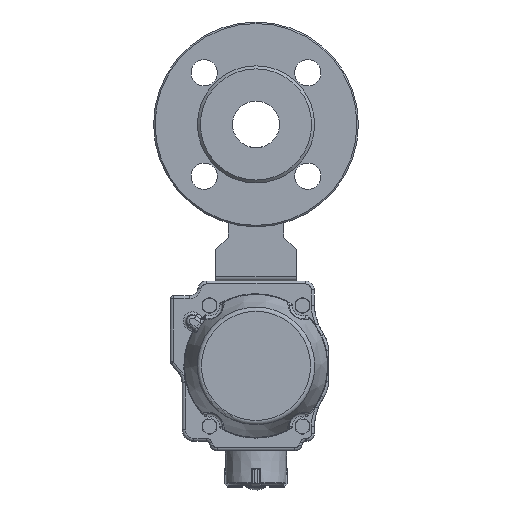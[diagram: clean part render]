
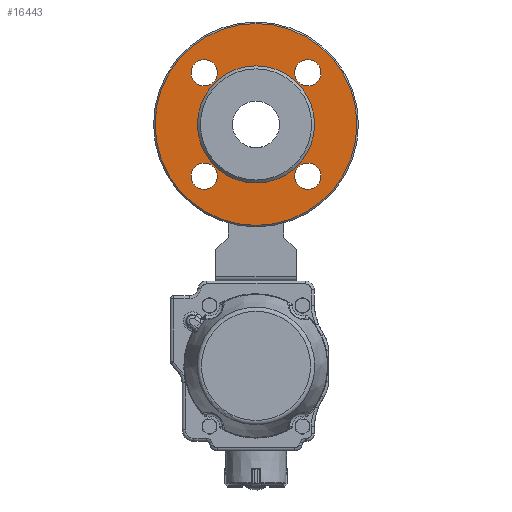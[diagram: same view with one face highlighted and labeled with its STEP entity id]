
A CAD part, front view. The second image highlights one B-rep face of the part: STEP entity #16443.
In plain terms, the highlighted planar face has unit normal (0, -1, 0).
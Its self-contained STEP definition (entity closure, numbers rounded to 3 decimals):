
#1492=CIRCLE('',#20191,69.);
#1493=CIRCLE('',#20192,9.);
#1494=CIRCLE('',#20193,9.);
#1495=CIRCLE('',#20194,9.);
#1496=CIRCLE('',#20195,9.);
#1497=CIRCLE('',#20196,40.);
#2826=ORIENTED_EDGE('',*,*,#7624,.T.);
#2827=ORIENTED_EDGE('',*,*,#7625,.F.);
#2828=ORIENTED_EDGE('',*,*,#7626,.F.);
#2829=ORIENTED_EDGE('',*,*,#7627,.F.);
#2830=ORIENTED_EDGE('',*,*,#7628,.F.);
#2831=ORIENTED_EDGE('',*,*,#7629,.T.);
#7624=EDGE_CURVE('',#10036,#10036,#1492,.T.);
#7625=EDGE_CURVE('',#10037,#10037,#1493,.T.);
#7626=EDGE_CURVE('',#10038,#10038,#1494,.T.);
#7627=EDGE_CURVE('',#10039,#10039,#1495,.T.);
#7628=EDGE_CURVE('',#10040,#10040,#1496,.T.);
#7629=EDGE_CURVE('',#10041,#10041,#1497,.T.);
#10036=VERTEX_POINT('',#27913);
#10037=VERTEX_POINT('',#27915);
#10038=VERTEX_POINT('',#27917);
#10039=VERTEX_POINT('',#27919);
#10040=VERTEX_POINT('',#27921);
#10041=VERTEX_POINT('',#27923);
#13486=EDGE_LOOP('',(#2826));
#13487=EDGE_LOOP('',(#2827));
#13488=EDGE_LOOP('',(#2828));
#13489=EDGE_LOOP('',(#2829));
#13490=EDGE_LOOP('',(#2830));
#13491=EDGE_LOOP('',(#2831));
#14809=FACE_BOUND('',#13486,.T.);
#14810=FACE_BOUND('',#13487,.T.);
#14811=FACE_BOUND('',#13488,.T.);
#14812=FACE_BOUND('',#13489,.T.);
#14813=FACE_BOUND('',#13490,.T.);
#14814=FACE_BOUND('',#13491,.T.);
#16072=PLANE('',#20190);
#16443=ADVANCED_FACE('',(#14809,#14810,#14811,#14812,#14813,#14814),#16072,
 .T.);
#20190=AXIS2_PLACEMENT_3D('',#27911,#22546,#22547);
#20191=AXIS2_PLACEMENT_3D('',#27912,#22548,#22549);
#20192=AXIS2_PLACEMENT_3D('',#27914,#22550,#22551);
#20193=AXIS2_PLACEMENT_3D('',#27916,#22552,#22553);
#20194=AXIS2_PLACEMENT_3D('',#27918,#22554,#22555);
#20195=AXIS2_PLACEMENT_3D('',#27920,#22556,#22557);
#20196=AXIS2_PLACEMENT_3D('',#27922,#22558,#22559);
#22546=DIRECTION('',(0.,-1.,0.));
#22547=DIRECTION('',(0.,0.,-1.));
#22548=DIRECTION('',(0.,-1.,0.));
#22549=DIRECTION('',(0.,0.,-1.));
#22550=DIRECTION('',(0.,-1.,0.));
#22551=DIRECTION('',(-1.,0.,0.));
#22552=DIRECTION('',(0.,-1.,0.));
#22553=DIRECTION('',(-1.,0.,0.));
#22554=DIRECTION('',(0.,-1.,0.));
#22555=DIRECTION('',(-1.,0.,0.));
#22556=DIRECTION('',(0.,-1.,0.));
#22557=DIRECTION('',(-1.,0.,0.));
#22558=DIRECTION('',(0.,1.,0.));
#22559=DIRECTION('',(1.,0.,0.));
#27911=CARTESIAN_POINT('',(0.,-63.,0.));
#27912=CARTESIAN_POINT('',(0.,-63.,0.));
#27913=CARTESIAN_POINT('',(0.,-63.,-69.));
#27914=CARTESIAN_POINT('',(35.355,-63.,35.355));
#27915=CARTESIAN_POINT('',(26.355,-63.,35.355));
#27916=CARTESIAN_POINT('',(-35.355,-63.,35.355));
#27917=CARTESIAN_POINT('',(-44.355,-63.,35.355));
#27918=CARTESIAN_POINT('',(-35.355,-63.,-35.355));
#27919=CARTESIAN_POINT('',(-44.355,-63.,-35.355));
#27920=CARTESIAN_POINT('',(35.355,-63.,-35.355));
#27921=CARTESIAN_POINT('',(26.355,-63.,-35.355));
#27922=CARTESIAN_POINT('',(0.,-63.,0.));
#27923=CARTESIAN_POINT('',(40.,-63.,0.));
